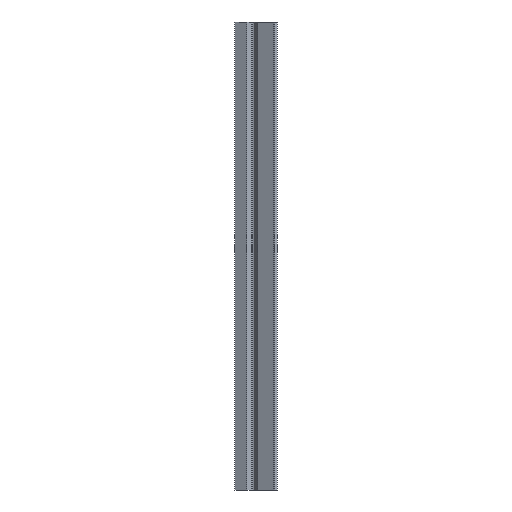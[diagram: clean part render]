
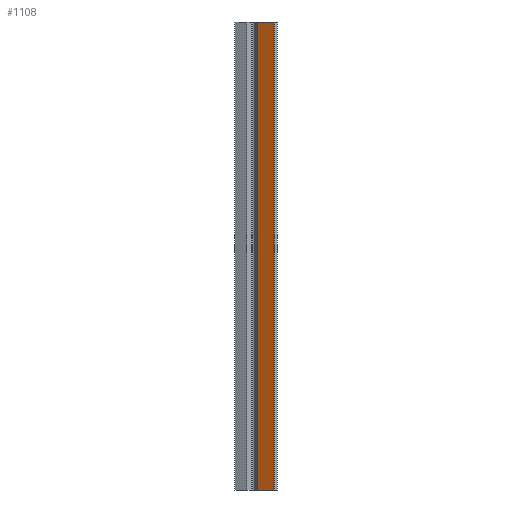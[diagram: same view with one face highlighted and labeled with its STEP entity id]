
A CAD part, left-side view. The second image highlights one B-rep face of the part: STEP entity #1108.
In plain terms, the highlighted planar face has unit normal (-0.866, 0.5, 0).
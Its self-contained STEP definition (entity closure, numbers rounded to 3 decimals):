
#42 = AXIS2_PLACEMENT_3D ( 'NONE', #199, #372, #640 ) ;
#43 = CARTESIAN_POINT ( 'NONE',  ( -17.145, -3.048, 250. ) ) ;
#46 = CARTESIAN_POINT ( 'NONE',  ( -17.145, -3.048, -250. ) ) ;
#89 = CARTESIAN_POINT ( 'NONE',  ( -17.145, -3.048, 250. ) ) ;
#94 = ORIENTED_EDGE ( 'NONE', *, *, #418, .T. ) ;
#144 = VECTOR ( 'NONE', #914, 1000. ) ;
#147 = VECTOR ( 'NONE', #987, 1000. ) ;
#156 = VERTEX_POINT ( 'NONE', #295 ) ;
#190 = LINE ( 'NONE', #89, #526 ) ;
#199 = CARTESIAN_POINT ( 'NONE',  ( -17.145, -3.048, 250. ) ) ;
#217 = EDGE_CURVE ( 'NONE', #948, #156, #815, .T. ) ;
#235 = CARTESIAN_POINT ( 'NONE',  ( -27.032, -20.173, 250. ) ) ;
#291 = EDGE_CURVE ( 'NONE', #964, #156, #1028, .T. ) ;
#295 = CARTESIAN_POINT ( 'NONE',  ( -27.032, -20.173, 250. ) ) ;
#372 = DIRECTION ( 'NONE',  ( 0.866, -0.5, 0. ) ) ;
#418 = EDGE_CURVE ( 'NONE', #948, #658, #190, .T. ) ;
#442 = CARTESIAN_POINT ( 'NONE',  ( -17.145, -3.048, 250. ) ) ;
#466 = VECTOR ( 'NONE', #747, 1000. ) ;
#518 = CARTESIAN_POINT ( 'NONE',  ( -27.032, -20.173, -250. ) ) ;
#526 = VECTOR ( 'NONE', #691, 1000. ) ;
#586 = ORIENTED_EDGE ( 'NONE', *, *, #291, .T. ) ;
#608 = ORIENTED_EDGE ( 'NONE', *, *, #1026, .T. ) ;
#632 = FACE_OUTER_BOUND ( 'NONE', #909, .T. ) ;
#640 = DIRECTION ( 'NONE',  ( 0.5, 0.866, 0. ) ) ;
#658 = VERTEX_POINT ( 'NONE', #723 ) ;
#691 = DIRECTION ( 'NONE',  ( 0., 0., -1. ) ) ;
#723 = CARTESIAN_POINT ( 'NONE',  ( -17.145, -3.048, -250. ) ) ;
#731 = LINE ( 'NONE', #46, #147 ) ;
#747 = DIRECTION ( 'NONE',  ( 0., 0., 1. ) ) ;
#776 = ORIENTED_EDGE ( 'NONE', *, *, #217, .F. ) ;
#815 = LINE ( 'NONE', #43, #144 ) ;
#909 = EDGE_LOOP ( 'NONE', ( #608, #586, #776, #94 ) ) ;
#914 = DIRECTION ( 'NONE',  ( -0.5, -0.866, 0. ) ) ;
#948 = VERTEX_POINT ( 'NONE', #442 ) ;
#964 = VERTEX_POINT ( 'NONE', #518 ) ;
#975 = PLANE ( 'NONE',  #42 ) ;
#987 = DIRECTION ( 'NONE',  ( -0.5, -0.866, 0. ) ) ;
#1026 = EDGE_CURVE ( 'NONE', #658, #964, #731, .T. ) ;
#1028 = LINE ( 'NONE', #235, #466 ) ;
#1108 = ADVANCED_FACE ( 'NONE', ( #632 ), #975, .F. ) ;
